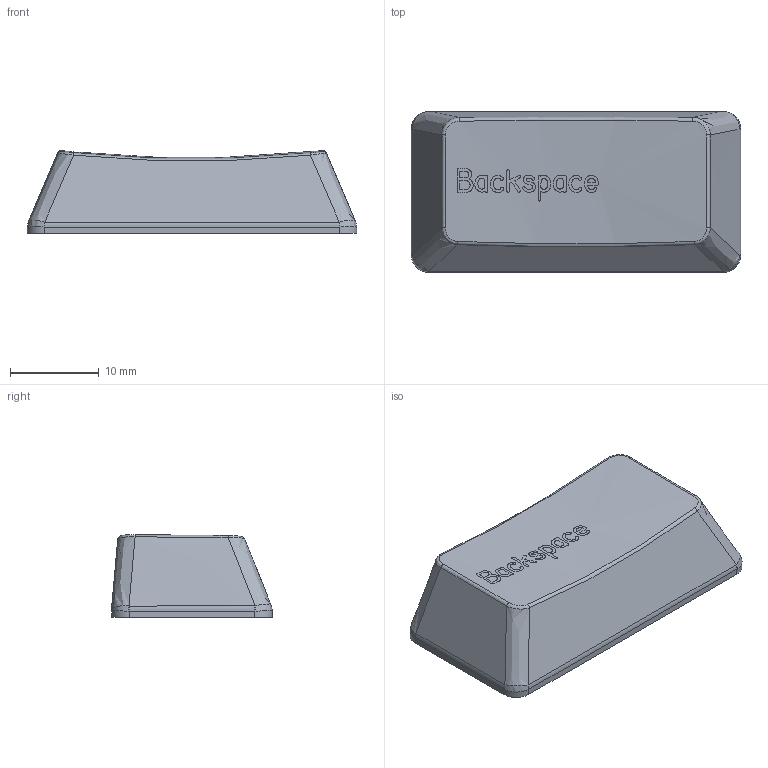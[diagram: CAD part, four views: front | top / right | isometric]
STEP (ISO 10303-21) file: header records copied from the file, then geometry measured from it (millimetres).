
FILE_DESCRIPTION(/* description */ (''),/* implementation_level */ '2;1');
FILE_NAME(/* name */ 'Row_1_2u_Backspace_text.step',/* time_stamp */ '2021-08-08T02:14:01-05:00',/* author */ (''),/* organization */ (''),/* preprocessor_version */ 'ST-DEVELOPER v18.1',/* originating_system */ 'Autodesk Translation Framework v10.9.0.1377',/* authorisation */ '');
FILE_SCHEMA (('AUTOMOTIVE_DESIGN { 1 0 10303 214 3 1 1 }'));
Length unit declared in the file: millimetre
Products named in the file (1): Row_1_2u_Backspace_text
Bounding box: 37.21 x 18.16 x 9.34 mm (x, y, z)
Volume: 1338.7 mm3; surface area: 3307.4 mm2
Topology: 1 solids, 1 shells, 119 faces, 478 edges, 381 vertices
Faces by surface type: bspline 54, plane 52, cylinder 13
Full cylindrical faces by diameter (mm): 5.5 x3
Entity records: 7394 total; most frequent: CARTESIAN_POINT 3931, ORIENTED_EDGE 956, EDGE_CURVE 478, VERTEX_POINT 381, DIRECTION 355, B_SPLINE_CURVE_WITH_KNOTS 307, EDGE_LOOP 139, FACE_OUTER_BOUND 119
